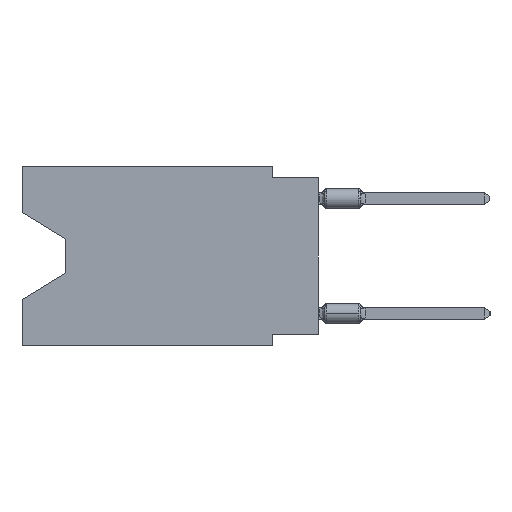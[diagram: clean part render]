
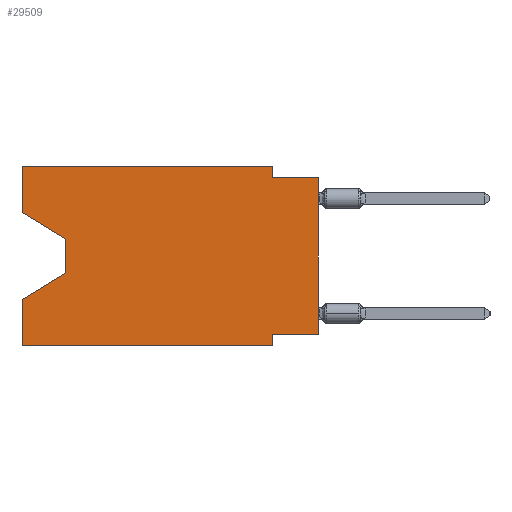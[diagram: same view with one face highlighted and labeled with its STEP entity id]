
A CAD part, left-side view. The second image highlights one B-rep face of the part: STEP entity #29509.
In plain terms, the highlighted planar face has unit normal (-1, 0, 0).
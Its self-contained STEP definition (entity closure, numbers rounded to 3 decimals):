
#2221 = DIRECTION ( 'NONE',  ( 0., 0.855, -0.519 ) ) ;
#2250 = DIRECTION ( 'NONE',  ( 0., -1., 0. ) ) ;
#2326 = VECTOR ( 'NONE', #32637, 1000. ) ;
#2632 = LINE ( 'NONE', #27086, #4167 ) ;
#3522 = VERTEX_POINT ( 'NONE', #16078 ) ;
#3714 = LINE ( 'NONE', #39601, #14554 ) ;
#3994 = CARTESIAN_POINT ( 'NONE',  ( 0., 0., -0.635 ) ) ;
#4033 = CARTESIAN_POINT ( 'NONE',  ( 0., 2.54, 0. ) ) ;
#4167 = VECTOR ( 'NONE', #2221, 1000. ) ;
#4331 = VECTOR ( 'NONE', #5517, 1000. ) ;
#4901 = DIRECTION ( 'NONE',  ( 0., 0., -1. ) ) ;
#4926 = DIRECTION ( 'NONE',  ( 1., 0., 0. ) ) ;
#5135 = PLANE ( 'NONE',  #13356 ) ;
#5517 = DIRECTION ( 'NONE',  ( 0., 0., -1. ) ) ;
#5851 = CARTESIAN_POINT ( 'NONE',  ( 0., 2.54, -0.635 ) ) ;
#6335 = DIRECTION ( 'NONE',  ( 0., 0., 1. ) ) ;
#7104 = LINE ( 'NONE', #31145, #10609 ) ;
#7695 = LINE ( 'NONE', #35532, #32461 ) ;
#7756 = ORIENTED_EDGE ( 'NONE', *, *, #28419, .F. ) ;
#7804 = ORIENTED_EDGE ( 'NONE', *, *, #8423, .F. ) ;
#8321 = LINE ( 'NONE', #20154, #24369 ) ;
#8347 = FACE_OUTER_BOUND ( 'NONE', #21036, .T. ) ;
#8419 = CARTESIAN_POINT ( 'NONE',  ( 0., 16.383, -2.546 ) ) ;
#8423 = EDGE_CURVE ( 'NONE', #13455, #30281, #8321, .T. ) ;
#8439 = CARTESIAN_POINT ( 'NONE',  ( 0., 16.383, -9.906 ) ) ;
#8480 = CARTESIAN_POINT ( 'NONE',  ( 0., 16.383, 0. ) ) ;
#9964 = EDGE_CURVE ( 'NONE', #12176, #38369, #34544, .T. ) ;
#10397 = VERTEX_POINT ( 'NONE', #35769 ) ;
#10469 = LINE ( 'NONE', #34906, #22190 ) ;
#10609 = VECTOR ( 'NONE', #22148, 1000. ) ;
#11832 = CARTESIAN_POINT ( 'NONE',  ( 0., 16.383, 0. ) ) ;
#12140 = CARTESIAN_POINT ( 'NONE',  ( 0., 2.54, 0. ) ) ;
#12176 = VERTEX_POINT ( 'NONE', #5851 ) ;
#12773 = CARTESIAN_POINT ( 'NONE',  ( 0., 2.54, -9.906 ) ) ;
#13025 = CARTESIAN_POINT ( 'NONE',  ( 0., 13.97, -5.893 ) ) ;
#13129 = ORIENTED_EDGE ( 'NONE', *, *, #36273, .T. ) ;
#13356 = AXIS2_PLACEMENT_3D ( 'NONE', #17389, #4926, #29773 ) ;
#13455 = VERTEX_POINT ( 'NONE', #32905 ) ;
#13815 = VERTEX_POINT ( 'NONE', #29057 ) ;
#14152 = EDGE_CURVE ( 'NONE', #22384, #13815, #2632, .T. ) ;
#14480 = VECTOR ( 'NONE', #33079, 1000. ) ;
#14554 = VECTOR ( 'NONE', #6335, 1000. ) ;
#16078 = CARTESIAN_POINT ( 'NONE',  ( 0., 0., -9.271 ) ) ;
#16079 = EDGE_CURVE ( 'NONE', #17942, #17488, #10469, .T. ) ;
#16145 = DIRECTION ( 'NONE',  ( 0., 1., 0. ) ) ;
#17389 = CARTESIAN_POINT ( 'NONE',  ( 0., 16.383, 0. ) ) ;
#17488 = VERTEX_POINT ( 'NONE', #24293 ) ;
#17594 = ORIENTED_EDGE ( 'NONE', *, *, #26581, .F. ) ;
#17942 = VERTEX_POINT ( 'NONE', #8419 ) ;
#19051 = ORIENTED_EDGE ( 'NONE', *, *, #16079, .F. ) ;
#19087 = VECTOR ( 'NONE', #16145, 1000. ) ;
#19338 = CARTESIAN_POINT ( 'NONE',  ( 0., 0., -0.635 ) ) ;
#19387 = ORIENTED_EDGE ( 'NONE', *, *, #19511, .T. ) ;
#19511 = EDGE_CURVE ( 'NONE', #3522, #38369, #3714, .T. ) ;
#20154 = CARTESIAN_POINT ( 'NONE',  ( 0., 2.54, -9.906 ) ) ;
#20868 = LINE ( 'NONE', #11832, #14480 ) ;
#21036 = EDGE_LOOP ( 'NONE', ( #13129, #22127, #32701, #17594, #22240, #7804, #30439, #19387, #38727, #7756, #31119, #19051 ) ) ;
#22127 = ORIENTED_EDGE ( 'NONE', *, *, #27072, .T. ) ;
#22141 = VECTOR ( 'NONE', #2250, 1000. ) ;
#22148 = DIRECTION ( 'NONE',  ( 0., -0.855, -0.519 ) ) ;
#22190 = VECTOR ( 'NONE', #35497, 1000. ) ;
#22240 = ORIENTED_EDGE ( 'NONE', *, *, #33116, .T. ) ;
#22384 = VERTEX_POINT ( 'NONE', #13025 ) ;
#24293 = CARTESIAN_POINT ( 'NONE',  ( 0., 16.383, 0. ) ) ;
#24369 = VECTOR ( 'NONE', #4901, 1000. ) ;
#24962 = LINE ( 'NONE', #28153, #19087 ) ;
#26213 = EDGE_CURVE ( 'NONE', #17488, #30672, #35942, .T. ) ;
#26567 = VERTEX_POINT ( 'NONE', #8439 ) ;
#26581 = EDGE_CURVE ( 'NONE', #26567, #13815, #20868, .T. ) ;
#27072 = EDGE_CURVE ( 'NONE', #10397, #22384, #36805, .T. ) ;
#27086 = CARTESIAN_POINT ( 'NONE',  ( 0., 13.97, -5.893 ) ) ;
#28153 = CARTESIAN_POINT ( 'NONE',  ( 0., 0., -9.271 ) ) ;
#28419 = EDGE_CURVE ( 'NONE', #30672, #12176, #39579, .T. ) ;
#29057 = CARTESIAN_POINT ( 'NONE',  ( 0., 16.383, -7.36 ) ) ;
#29335 = DIRECTION ( 'NONE',  ( 0., -1., 0. ) ) ;
#29509 = ADVANCED_FACE ( 'NONE', ( #8347 ), #5135, .F. ) ;
#29773 = DIRECTION ( 'NONE',  ( 0., 0., -1. ) ) ;
#29811 = VECTOR ( 'NONE', #31530, 1000. ) ;
#30281 = VERTEX_POINT ( 'NONE', #12773 ) ;
#30439 = ORIENTED_EDGE ( 'NONE', *, *, #31843, .F. ) ;
#30672 = VERTEX_POINT ( 'NONE', #4033 ) ;
#31119 = ORIENTED_EDGE ( 'NONE', *, *, #26213, .F. ) ;
#31145 = CARTESIAN_POINT ( 'NONE',  ( 0., 16.383, -2.546 ) ) ;
#31530 = DIRECTION ( 'NONE',  ( 0., -1., 0. ) ) ;
#31843 = EDGE_CURVE ( 'NONE', #3522, #13455, #24962, .T. ) ;
#32461 = VECTOR ( 'NONE', #29335, 1000. ) ;
#32637 = DIRECTION ( 'NONE',  ( 0., 0., -1. ) ) ;
#32701 = ORIENTED_EDGE ( 'NONE', *, *, #14152, .T. ) ;
#32905 = CARTESIAN_POINT ( 'NONE',  ( 0., 2.54, -9.271 ) ) ;
#33079 = DIRECTION ( 'NONE',  ( 0., 0., 1. ) ) ;
#33116 = EDGE_CURVE ( 'NONE', #26567, #30281, #7695, .T. ) ;
#33602 = CARTESIAN_POINT ( 'NONE',  ( 0., 13.97, -4.013 ) ) ;
#34544 = LINE ( 'NONE', #19338, #29811 ) ;
#34906 = CARTESIAN_POINT ( 'NONE',  ( 0., 16.383, 0. ) ) ;
#35497 = DIRECTION ( 'NONE',  ( 0., 0., 1. ) ) ;
#35532 = CARTESIAN_POINT ( 'NONE',  ( 0., 16.383, -9.906 ) ) ;
#35769 = CARTESIAN_POINT ( 'NONE',  ( 0., 13.97, -4.013 ) ) ;
#35942 = LINE ( 'NONE', #8480, #22141 ) ;
#36273 = EDGE_CURVE ( 'NONE', #17942, #10397, #7104, .T. ) ;
#36805 = LINE ( 'NONE', #33602, #2326 ) ;
#38369 = VERTEX_POINT ( 'NONE', #3994 ) ;
#38727 = ORIENTED_EDGE ( 'NONE', *, *, #9964, .F. ) ;
#39579 = LINE ( 'NONE', #12140, #4331 ) ;
#39601 = CARTESIAN_POINT ( 'NONE',  ( 0., 0., 0. ) ) ;
